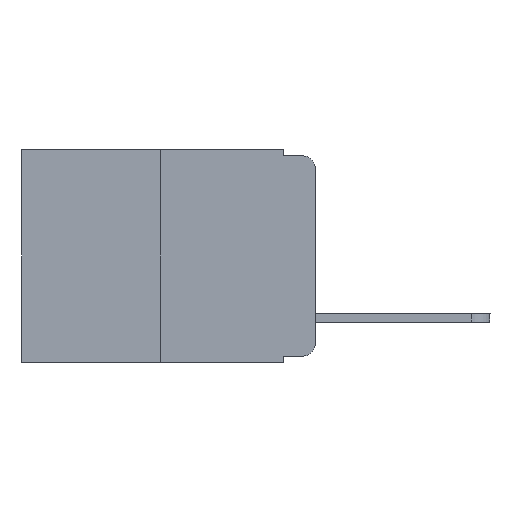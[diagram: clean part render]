
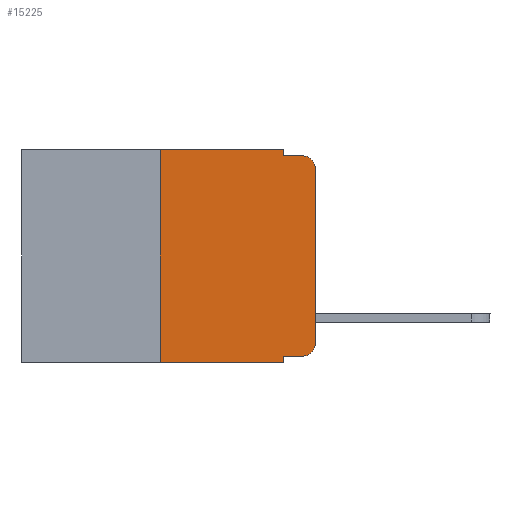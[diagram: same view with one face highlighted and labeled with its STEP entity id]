
A CAD part, left-side view. The second image highlights one B-rep face of the part: STEP entity #15225.
In plain terms, the highlighted planar face has unit normal (-1, 0, 0).
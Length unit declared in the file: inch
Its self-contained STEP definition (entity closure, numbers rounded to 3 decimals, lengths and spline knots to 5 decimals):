
#193 = CARTESIAN_POINT ( 'NONE',  ( 0., 0.02, -0.313 ) ) ;
#290 = CARTESIAN_POINT ( 'NONE',  ( 0., 0.25, -0.343 ) ) ;
#291 = DIRECTION ( 'NONE',  ( 0., 0., -1. ) ) ;
#452 = VERTEX_POINT ( 'NONE', #536 ) ;
#536 = CARTESIAN_POINT ( 'NONE',  ( 0., 0., -0.03 ) ) ;
#671 = EDGE_CURVE ( 'NONE', #3217, #16515, #11660, .T. ) ;
#1146 = DIRECTION ( 'NONE',  ( 1., 0., 0. ) ) ;
#1150 = ORIENTED_EDGE ( 'NONE', *, *, #6901, .T. ) ;
#1271 = VECTOR ( 'NONE', #8237, 39.37008 ) ;
#1287 = VECTOR ( 'NONE', #18663, 39.37008 ) ;
#1450 = LINE ( 'NONE', #3375, #1271 ) ;
#2566 = ORIENTED_EDGE ( 'NONE', *, *, #18320, .F. ) ;
#2714 = CARTESIAN_POINT ( 'NONE',  ( 0., 0.051, 0. ) ) ;
#3217 = VERTEX_POINT ( 'NONE', #4728 ) ;
#3308 = LINE ( 'NONE', #17956, #9042 ) ;
#3375 = CARTESIAN_POINT ( 'NONE',  ( 0., 0.473, 0. ) ) ;
#3414 = DIRECTION ( 'NONE',  ( 0., -1., 0. ) ) ;
#3424 = VECTOR ( 'NONE', #7674, 39.37008 ) ;
#3964 = CARTESIAN_POINT ( 'NONE',  ( 0., 0., -0.313 ) ) ;
#4475 = DIRECTION ( 'NONE',  ( 0., -1., 0. ) ) ;
#4728 = CARTESIAN_POINT ( 'NONE',  ( 0., 0.051, -0.333 ) ) ;
#4875 = DIRECTION ( 'NONE',  ( 0., 0., -1. ) ) ;
#5319 = VERTEX_POINT ( 'NONE', #3964 ) ;
#5653 = ORIENTED_EDGE ( 'NONE', *, *, #18894, .T. ) ;
#6066 = VECTOR ( 'NONE', #4475, 39.37008 ) ;
#6165 = CARTESIAN_POINT ( 'NONE',  ( 0., 0.25, 0. ) ) ;
#6204 = ORIENTED_EDGE ( 'NONE', *, *, #8937, .F. ) ;
#6538 = VERTEX_POINT ( 'NONE', #7144 ) ;
#6762 = VERTEX_POINT ( 'NONE', #6165 ) ;
#6785 = LINE ( 'NONE', #9650, #12450 ) ;
#6792 = ORIENTED_EDGE ( 'NONE', *, *, #17469, .F. ) ;
#6901 = EDGE_CURVE ( 'NONE', #15609, #13916, #3308, .T. ) ;
#6939 = CIRCLE ( 'NONE', #8968, 0.02 ) ;
#7144 = CARTESIAN_POINT ( 'NONE',  ( 0., 0.051, 0. ) ) ;
#7373 = AXIS2_PLACEMENT_3D ( 'NONE', #19652, #11469, #4875 ) ;
#7674 = DIRECTION ( 'NONE',  ( 0., 0., -1. ) ) ;
#8179 = DIRECTION ( 'NONE',  ( -1., 0., 0. ) ) ;
#8237 = DIRECTION ( 'NONE',  ( 0., -1., 0. ) ) ;
#8337 = VECTOR ( 'NONE', #14656, 39.37008 ) ;
#8514 = CARTESIAN_POINT ( 'NONE',  ( 0., 0.02, -0.333 ) ) ;
#8804 = EDGE_CURVE ( 'NONE', #5319, #452, #16834, .T. ) ;
#8925 = PLANE ( 'NONE',  #15885 ) ;
#8937 = EDGE_CURVE ( 'NONE', #6538, #14070, #11184, .T. ) ;
#8968 = AXIS2_PLACEMENT_3D ( 'NONE', #193, #8179, #19552 ) ;
#9042 = VECTOR ( 'NONE', #3414, 39.37008 ) ;
#9402 = CIRCLE ( 'NONE', #7373, 0.02 ) ;
#9579 = ORIENTED_EDGE ( 'NONE', *, *, #671, .T. ) ;
#9650 = CARTESIAN_POINT ( 'NONE',  ( 0., 0.051, 0. ) ) ;
#10084 = CARTESIAN_POINT ( 'NONE',  ( 0., 0.051, -0.333 ) ) ;
#10676 = CARTESIAN_POINT ( 'NONE',  ( 0., 0.25, 0. ) ) ;
#10834 = EDGE_CURVE ( 'NONE', #16515, #5319, #6939, .T. ) ;
#11184 = LINE ( 'NONE', #2714, #3424 ) ;
#11469 = DIRECTION ( 'NONE',  ( -1., 0., 0. ) ) ;
#11513 = VERTEX_POINT ( 'NONE', #20690 ) ;
#11660 = LINE ( 'NONE', #10084, #8337 ) ;
#12080 = ORIENTED_EDGE ( 'NONE', *, *, #8804, .T. ) ;
#12178 = LINE ( 'NONE', #10676, #1287 ) ;
#12231 = CARTESIAN_POINT ( 'NONE',  ( 0., 0.051, -0.01 ) ) ;
#12450 = VECTOR ( 'NONE', #291, 39.37008 ) ;
#13833 = DIRECTION ( 'NONE',  ( 0., 0., -1. ) ) ;
#13916 = VERTEX_POINT ( 'NONE', #16879 ) ;
#14070 = VERTEX_POINT ( 'NONE', #19302 ) ;
#14465 = ORIENTED_EDGE ( 'NONE', *, *, #20453, .F. ) ;
#14656 = DIRECTION ( 'NONE',  ( 0., -1., 0. ) ) ;
#14777 = EDGE_LOOP ( 'NONE', ( #12080, #5653, #14465, #6204, #20644, #2566, #1150, #6792, #9579, #19170 ) ) ;
#15047 = DIRECTION ( 'NONE',  ( 0., 0., 1. ) ) ;
#15225 = ADVANCED_FACE ( 'NONE', ( #19114 ), #8925, .F. ) ;
#15609 = VERTEX_POINT ( 'NONE', #290 ) ;
#15885 = AXIS2_PLACEMENT_3D ( 'NONE', #17103, #1146, #13833 ) ;
#16515 = VERTEX_POINT ( 'NONE', #8514 ) ;
#16834 = LINE ( 'NONE', #18319, #20050 ) ;
#16879 = CARTESIAN_POINT ( 'NONE',  ( 0., 0.051, -0.343 ) ) ;
#17103 = CARTESIAN_POINT ( 'NONE',  ( 0., 0.473, 0. ) ) ;
#17469 = EDGE_CURVE ( 'NONE', #3217, #13916, #6785, .T. ) ;
#17956 = CARTESIAN_POINT ( 'NONE',  ( 0., 0.473, -0.343 ) ) ;
#17961 = EDGE_CURVE ( 'NONE', #6762, #6538, #1450, .T. ) ;
#18319 = CARTESIAN_POINT ( 'NONE',  ( 0., 0., 0. ) ) ;
#18320 = EDGE_CURVE ( 'NONE', #15609, #6762, #12178, .T. ) ;
#18663 = DIRECTION ( 'NONE',  ( 0., 0., 1. ) ) ;
#18894 = EDGE_CURVE ( 'NONE', #452, #11513, #9402, .T. ) ;
#19114 = FACE_OUTER_BOUND ( 'NONE', #14777, .T. ) ;
#19170 = ORIENTED_EDGE ( 'NONE', *, *, #10834, .T. ) ;
#19302 = CARTESIAN_POINT ( 'NONE',  ( 0., 0.051, -0.01 ) ) ;
#19552 = DIRECTION ( 'NONE',  ( 0., 0., -1. ) ) ;
#19652 = CARTESIAN_POINT ( 'NONE',  ( 0., 0.02, -0.03 ) ) ;
#20050 = VECTOR ( 'NONE', #15047, 39.37008 ) ;
#20321 = LINE ( 'NONE', #12231, #6066 ) ;
#20453 = EDGE_CURVE ( 'NONE', #14070, #11513, #20321, .T. ) ;
#20644 = ORIENTED_EDGE ( 'NONE', *, *, #17961, .F. ) ;
#20690 = CARTESIAN_POINT ( 'NONE',  ( 0., 0.02, -0.01 ) ) ;
